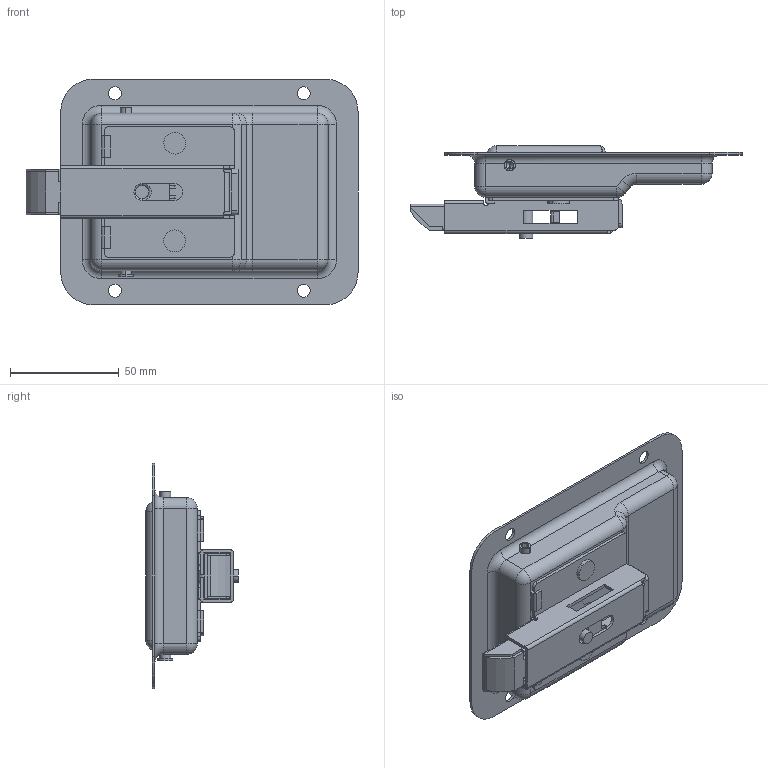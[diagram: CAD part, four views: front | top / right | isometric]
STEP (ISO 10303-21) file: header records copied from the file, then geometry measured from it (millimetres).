
FILE_DESCRIPTION (( 'STEP AP203' ), '1' );
FILE_NAME ('A-1882-C-2.STEP', '2020-02-10T06:53:49', ( '' ), ( '' ), 'SwSTEP 2.0', 'SolidWorks 2018', '' );
FILE_SCHEMA (( 'CONFIG_CONTROL_DESIGN' ));
Length unit declared in the file: millimetre
Products named in the file (12): A-1882-C_シャフト_; A-1882-C_ハンドルシャフト_; A-1882-C_儔僢僠Assy_; A-1882-C_儔僢僠B_; A-1882-C_ハンドル_; A-1882-C_ラッチシャフト_; A-1882-C_儔僢僠C_; A-1882-C_ラッチガイド_; A-1882-C_ラッチケース_; A-1882-C_儔僢僠A_; A-1882-C_本体__A-1882-C-2; A-1882-C-2
Assembly tree (12 placements, depth 3):
  A-1882-C-2
    A-1882-C_本体__A-1882-C-2
    A-1882-C_ハンドル_
    A-1882-C_ハンドルシャフト_
    A-1882-C_ラッチケース_
    A-1882-C_ラッチガイド_
    A-1882-C_儔僢僠Assy_
      A-1882-C_儔僢僠A_
      A-1882-C_儔僢僠B_
      A-1882-C_儔僢僠C_
    A-1882-C_シャフト_  x2
    A-1882-C_ラッチシャフト_
Bounding box: 153 x 42.6 x 104 mm (x, y, z)
Volume: 84726.5 mm3; surface area: 76396.3 mm2
Topology: 11 solids, 11 shells, 515 faces, 1357 edges, 849 vertices
Faces by surface type: plane 266, cylinder 207, torus 22, sphere 14, bspline 4, cone 2
Entity records: 17341 total; most frequent: CARTESIAN_POINT 3150, DIRECTION 2781, ORIENTED_EDGE 2654, EDGE_CURVE 1327, AXIS2_PLACEMENT_3D 954, VECTOR 873, LINE 873, VERTEX_POINT 841
